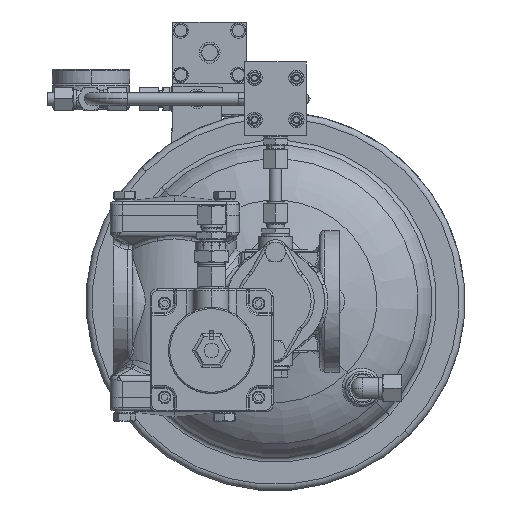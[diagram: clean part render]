
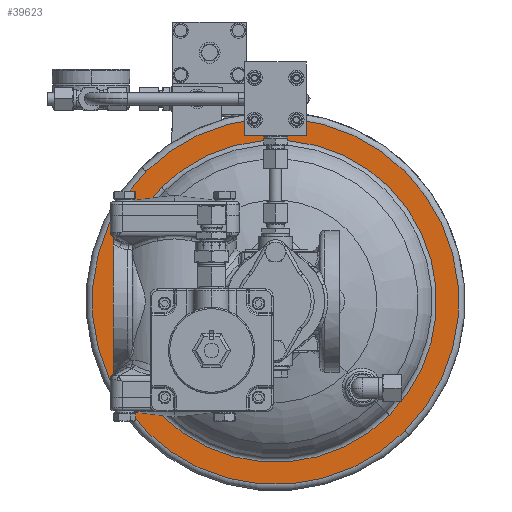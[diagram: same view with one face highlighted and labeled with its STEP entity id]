
A CAD part, front view. The second image highlights one B-rep face of the part: STEP entity #39623.
In plain terms, the highlighted planar face has unit normal (0, -1, 0).
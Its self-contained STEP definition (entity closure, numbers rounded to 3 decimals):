
#5939 = DIRECTION ( 'NONE',  ( 0., 1., 0. ) ) ;
#6570 = AXIS2_PLACEMENT_3D ( 'NONE', #78722, #103888, #119747 ) ;
#9903 = ORIENTED_EDGE ( 'NONE', *, *, #16794, .T. ) ;
#16794 = EDGE_CURVE ( 'Defeature ausgef�hrt1_3371+Defeature ausgef�hrt1_3372+Defeature ausgef�hrt1_3372+Defeature ausgef�hrt1_3372', #161605, #17765, #71206, .T. ) ;
#17765 = VERTEX_POINT ( 'NONE', #89433 ) ;
#18341 = AXIS2_PLACEMENT_3D ( 'NONE', #44791, #45387, #85948 ) ;
#22852 = CARTESIAN_POINT ( 'NONE',  ( 42.988, 138.759, 0. ) ) ;
#28903 = CARTESIAN_POINT ( 'NONE',  ( 148.347, 138.759, -105.359 ) ) ;
#29976 = FACE_BOUND ( 'NONE', #86503, .T. ) ;
#38545 = AXIS2_PLACEMENT_3D ( 'NONE', #22852, #63313, #62748 ) ;
#39623 = ADVANCED_FACE ( 'Defeature ausgef�hrt1_3371', ( #109753, #29976 ), #111714, .F. ) ;
#44075 = AXIS2_PLACEMENT_3D ( 'NONE', #126762, #5939, #155460 ) ;
#44791 = CARTESIAN_POINT ( 'NONE',  ( 151.882, 138.759, -108.894 ) ) ;
#45387 = DIRECTION ( 'NONE',  ( 0., 1., 0. ) ) ;
#62649 = CIRCLE ( 'NONE', #125194, 130.904 ) ;
#62748 = DIRECTION ( 'NONE',  ( -0.707, 0., 0.707 ) ) ;
#63078 = CARTESIAN_POINT ( 'NONE',  ( 135.551, 138.759, -92.563 ) ) ;
#63313 = DIRECTION ( 'NONE',  ( 0., -1., 0. ) ) ;
#71206 = CIRCLE ( 'NONE', #6570, 149. ) ;
#72822 = CARTESIAN_POINT ( 'NONE',  ( 42.988, 138.759, 0. ) ) ;
#75317 = EDGE_CURVE ( 'Defeature ausgef�hrt1_3371+Defeature ausgef�hrt1_3372+Defeature ausgef�hrt1_3372+Defeature ausgef�hrt1_3372', #17765, #161605, #104849, .T. ) ;
#78722 = CARTESIAN_POINT ( 'NONE',  ( 42.988, 138.759, 0. ) ) ;
#84545 = CARTESIAN_POINT ( 'NONE',  ( -49.575, 138.759, 92.563 ) ) ;
#84758 = ORIENTED_EDGE ( 'NONE', *, *, #120154, .T. ) ;
#85948 = DIRECTION ( 'NONE',  ( -0.707, 0., 0.707 ) ) ;
#86503 = EDGE_LOOP ( 'NONE', ( #138414, #84758 ) ) ;
#86985 = VERTEX_POINT ( 'NONE', #84545 ) ;
#89433 = CARTESIAN_POINT ( 'NONE',  ( -62.371, 138.759, 105.359 ) ) ;
#102794 = CIRCLE ( 'NONE', #44075, 130.904 ) ;
#103888 = DIRECTION ( 'NONE',  ( 0., -1., 0. ) ) ;
#104849 = CIRCLE ( 'NONE', #38545, 149. ) ;
#109753 = FACE_OUTER_BOUND ( 'NONE', #166664, .T. ) ;
#111714 = PLANE ( 'NONE',  #18341 ) ;
#119747 = DIRECTION ( 'NONE',  ( -0.707, 0., 0.707 ) ) ;
#120154 = EDGE_CURVE ( 'Defeature ausgef�hrt1_3371+Defeature ausgef�hrt1_3348+Defeature ausgef�hrt1_3348+Defeature ausgef�hrt1_3348', #143495, #86985, #102794, .T. ) ;
#125194 = AXIS2_PLACEMENT_3D ( 'NONE', #72822, #127385, #152577 ) ;
#126762 = CARTESIAN_POINT ( 'NONE',  ( 42.988, 138.759, 0. ) ) ;
#127385 = DIRECTION ( 'NONE',  ( 0., 1., 0. ) ) ;
#138414 = ORIENTED_EDGE ( 'NONE', *, *, #148233, .T. ) ;
#140317 = ORIENTED_EDGE ( 'NONE', *, *, #75317, .T. ) ;
#143495 = VERTEX_POINT ( 'NONE', #63078 ) ;
#148233 = EDGE_CURVE ( 'Defeature ausgef�hrt1_3371+Defeature ausgef�hrt1_3348+Defeature ausgef�hrt1_3348+Defeature ausgef�hrt1_3348', #86985, #143495, #62649, .T. ) ;
#152577 = DIRECTION ( 'NONE',  ( -0.707, 0., 0.707 ) ) ;
#155460 = DIRECTION ( 'NONE',  ( -0.707, 0., 0.707 ) ) ;
#161605 = VERTEX_POINT ( 'NONE', #28903 ) ;
#166664 = EDGE_LOOP ( 'NONE', ( #140317, #9903 ) ) ;
